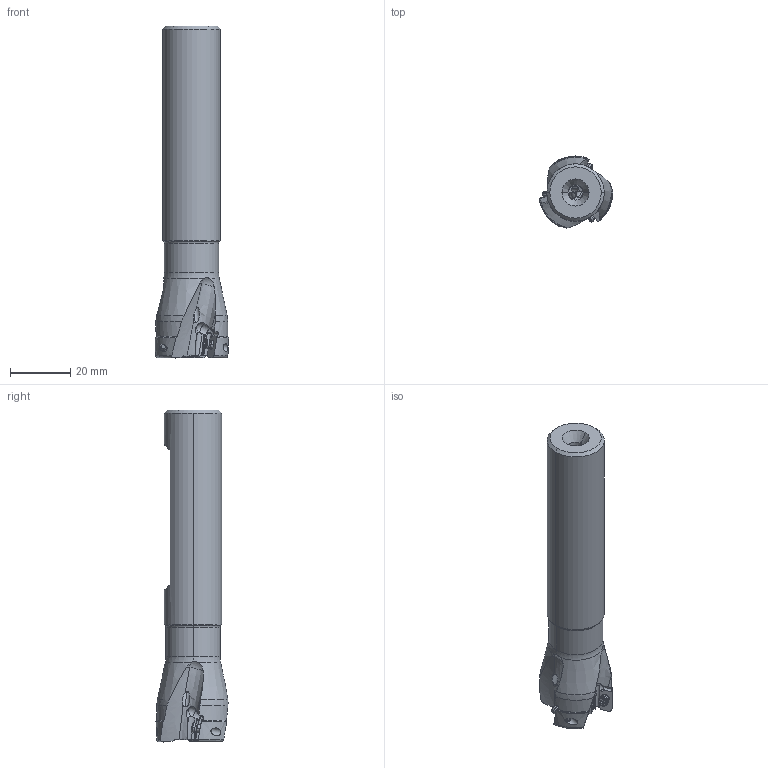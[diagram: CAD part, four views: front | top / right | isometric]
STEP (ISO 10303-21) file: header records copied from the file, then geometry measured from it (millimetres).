
FILE_DESCRIPTION(/* description */ (''),/* implementation_level */ '2;1');
FILE_NAME(/* name */ 'APX3000UR163FA12SA.stp',/* time_stamp */ '2025-06-27T16:01:48+09:00',/* author */ (''),/* organization */ (''),/* preprocessor_version */ 'ST-DEVELOPER v18.101',/* originating_system */ 'SIEMENS PLM Software NX 2011',/* authorisation */ '');
FILE_SCHEMA (('AUTOMOTIVE_DESIGN { 1 0 10303 214 3 1 1 1 }'));
Length unit declared in the file: millimetre
Products named in the file (1): APX3000UR163FA12SA_ASM
Bounding box: 24.29 x 23.92 x 110.21 mm (x, y, z)
Volume: 28780.3 mm3; surface area: 9527.4 mm2
Topology: 4 solids, 4 shells, 281 faces, 879 edges, 600 vertices
Faces by surface type: cylinder 116, plane 62, cone 54, torus 22, sphere 18, bspline 9
Entity records: 12216 total; most frequent: CARTESIAN_POINT 4630, ORIENTED_EDGE 1726, DIRECTION 1409, EDGE_CURVE 863, AXIS2_PLACEMENT_3D 597, VERTEX_POINT 594, B_SPLINE_CURVE_WITH_KNOTS 343, CIRCLE 305
